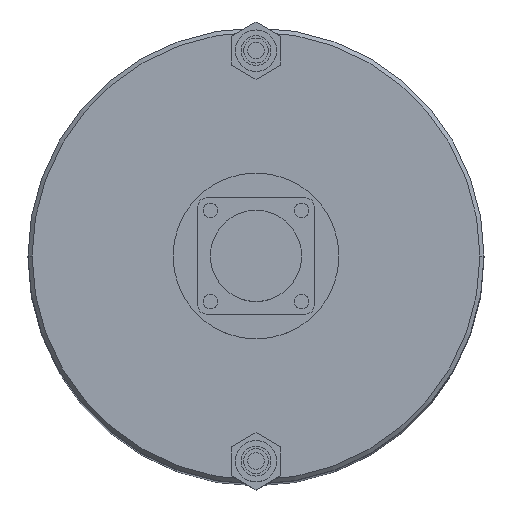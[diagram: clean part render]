
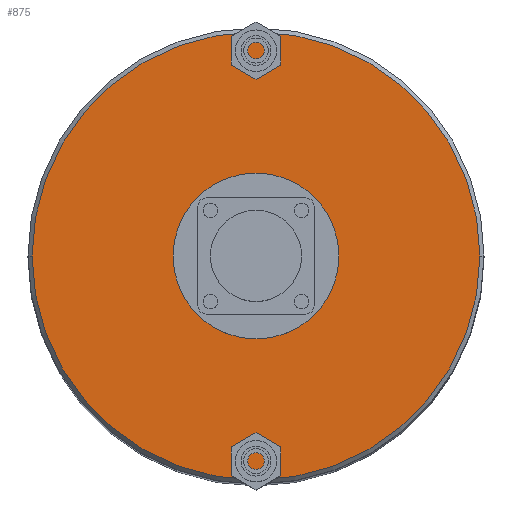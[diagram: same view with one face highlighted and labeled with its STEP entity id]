
A CAD part, top view. The second image highlights one B-rep face of the part: STEP entity #875.
In plain terms, the highlighted face is planar.
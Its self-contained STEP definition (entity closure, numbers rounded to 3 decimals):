
#65 = EDGE_CURVE ( 'NONE', #4643, #2945, #2026, .T. ) ;
#221 = CIRCLE ( 'NONE', #3363, 20. ) ;
#619 = AXIS2_PLACEMENT_3D ( 'NONE', #4176, #5009, #4991 ) ;
#702 = DIRECTION ( 'NONE',  ( 0., 0., 1. ) ) ;
#804 = CARTESIAN_POINT ( 'NONE',  ( 2., 0., 0. ) ) ;
#875 = ADVANCED_FACE ( 'NONE', ( #1790, #2161 ), #2316, .F. ) ;
#888 = AXIS2_PLACEMENT_3D ( 'NONE', #3369, #3048, #702 ) ;
#939 = CIRCLE ( 'NONE', #888, 54. ) ;
#941 = ORIENTED_EDGE ( 'NONE', *, *, #65, .F. ) ;
#1012 = CARTESIAN_POINT ( 'NONE',  ( 2., 0., 20. ) ) ;
#1073 = VERTEX_POINT ( 'NONE', #1135 ) ;
#1135 = CARTESIAN_POINT ( 'NONE',  ( 2., 0., 54. ) ) ;
#1198 = DIRECTION ( 'NONE',  ( -1., 0., 0. ) ) ;
#1215 = DIRECTION ( 'NONE',  ( -1., 0., 0. ) ) ;
#1670 = EDGE_LOOP ( 'NONE', ( #941, #3644 ) ) ;
#1790 = FACE_BOUND ( 'NONE', #1670, .T. ) ;
#2005 = VERTEX_POINT ( 'NONE', #4558 ) ;
#2026 = CIRCLE ( 'NONE', #2302, 20. ) ;
#2044 = DIRECTION ( 'NONE',  ( 0., 0., 1. ) ) ;
#2161 = FACE_OUTER_BOUND ( 'NONE', #4835, .T. ) ;
#2302 = AXIS2_PLACEMENT_3D ( 'NONE', #804, #1198, #2708 ) ;
#2316 = PLANE ( 'NONE',  #4583 ) ;
#2708 = DIRECTION ( 'NONE',  ( 0., 0., 1. ) ) ;
#2726 = ORIENTED_EDGE ( 'NONE', *, *, #4766, .T. ) ;
#2945 = VERTEX_POINT ( 'NONE', #3873 ) ;
#3048 = DIRECTION ( 'NONE',  ( -1., 0., 0. ) ) ;
#3068 = DIRECTION ( 'NONE',  ( 1., 0., 0. ) ) ;
#3178 = CARTESIAN_POINT ( 'NONE',  ( 2., 0., 0. ) ) ;
#3272 = ORIENTED_EDGE ( 'NONE', *, *, #4828, .T. ) ;
#3363 = AXIS2_PLACEMENT_3D ( 'NONE', #3178, #1215, #2044 ) ;
#3369 = CARTESIAN_POINT ( 'NONE',  ( 2., 0., 0. ) ) ;
#3644 = ORIENTED_EDGE ( 'NONE', *, *, #4484, .F. ) ;
#3809 = DIRECTION ( 'NONE',  ( 0., 0., -1. ) ) ;
#3873 = CARTESIAN_POINT ( 'NONE',  ( 2., 0., -20. ) ) ;
#4176 = CARTESIAN_POINT ( 'NONE',  ( 2., 0., 0. ) ) ;
#4285 = CIRCLE ( 'NONE', #619, 54. ) ;
#4484 = EDGE_CURVE ( 'NONE', #2945, #4643, #221, .T. ) ;
#4558 = CARTESIAN_POINT ( 'NONE',  ( 2., 0., -54. ) ) ;
#4583 = AXIS2_PLACEMENT_3D ( 'NONE', #4993, #3068, #3809 ) ;
#4643 = VERTEX_POINT ( 'NONE', #1012 ) ;
#4766 = EDGE_CURVE ( 'NONE', #1073, #2005, #4285, .T. ) ;
#4828 = EDGE_CURVE ( 'NONE', #2005, #1073, #939, .T. ) ;
#4835 = EDGE_LOOP ( 'NONE', ( #3272, #2726 ) ) ;
#4991 = DIRECTION ( 'NONE',  ( 0., 0., 1. ) ) ;
#4993 = CARTESIAN_POINT ( 'NONE',  ( 2., 54., 0. ) ) ;
#5009 = DIRECTION ( 'NONE',  ( -1., 0., 0. ) ) ;
